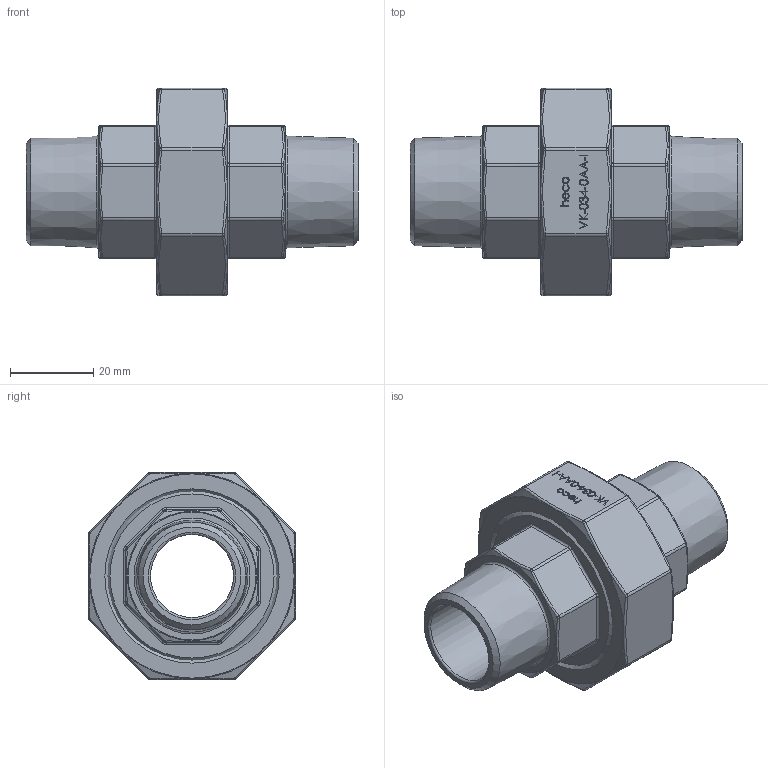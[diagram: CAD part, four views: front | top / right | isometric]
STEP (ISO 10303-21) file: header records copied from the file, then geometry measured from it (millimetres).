
FILE_DESCRIPTION (( 'STEP AP214' ), '1' );
FILE_NAME ('VK-034-0AA-I Verschraubung konisch 2202.STEP', '2022-02-03T12:05:12', ( '' ), ( '' ), 'SwSTEP 2.0', 'SolidWorks 2019', '' );
FILE_SCHEMA (( 'AUTOMOTIVE_DESIGN' ));
Length unit declared in the file: millimetre
Products named in the file (1): VK-034-0AA-I Verschraubung konisch 2202
Bounding box: 80 x 50 x 50 mm (x, y, z)
Volume: 45816.4 mm3; surface area: 23554.6 mm2
Topology: 3 solids, 3 shells, 419 faces, 1026 edges, 614 vertices
Faces by surface type: plane 146, bspline 146, cylinder 51, torus 45, cone 31
Full cylindrical faces by diameter (mm): 20 x2, 24 x2, 28 x2, 36 x1, 36.5 x1, 39.5 x1, 39.84 x1, 42 x1
Entity records: 21424 total; most frequent: CARTESIAN_POINT 8436, ORIENTED_EDGE 1842, DIRECTION 1370, EDGE_CURVE 921, VERTEX_POINT 594, EDGE_LOOP 511, AXIS2_PLACEMENT_3D 484, FACE_OUTER_BOUND 459
